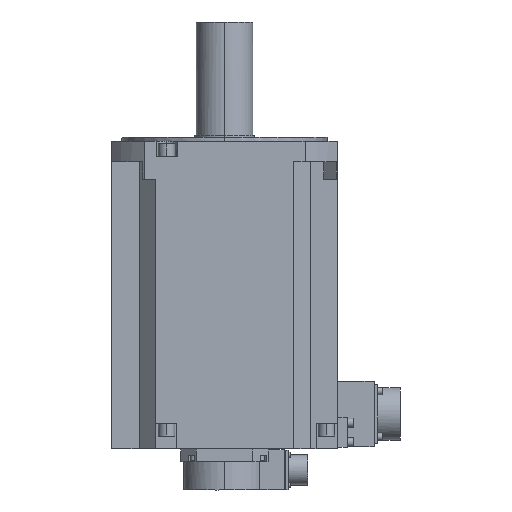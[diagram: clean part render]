
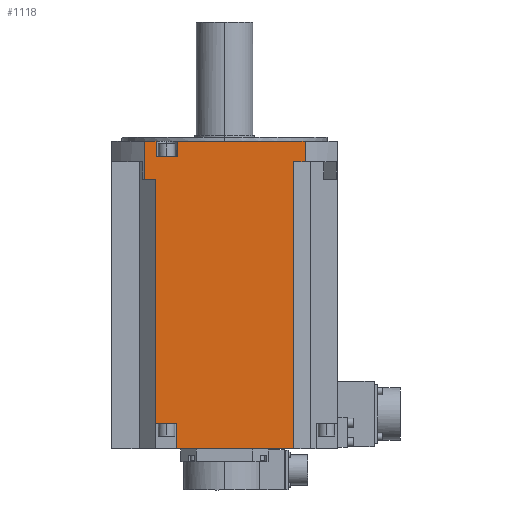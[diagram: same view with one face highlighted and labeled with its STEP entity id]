
A CAD part, left-side view. The second image highlights one B-rep face of the part: STEP entity #1118.
In plain terms, the highlighted planar face has unit normal (-1, 0, 0).
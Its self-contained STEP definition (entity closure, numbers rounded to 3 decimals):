
#43 = VERTEX_POINT ( 'NONE', #1629 ) ;
#46 = EDGE_CURVE ( 'NONE', #43, #1748, #1646, .T. ) ;
#82 = VERTEX_POINT ( 'NONE', #2073 ) ;
#85 = EDGE_CURVE ( 'NONE', #1894, #82, #2072, .T. ) ;
#386 = CARTESIAN_POINT ( 'NONE',  ( -110., -67.49, -299.5 ) ) ;
#460 = CARTESIAN_POINT ( 'NONE',  ( -110., 46.485, -299.5 ) ) ;
#463 = DIRECTION ( 'NONE',  ( 0., 0., -1. ) ) ;
#464 = VECTOR ( 'NONE', #463, 1000. ) ;
#465 = CARTESIAN_POINT ( 'NONE',  ( -110., 46.485, 0. ) ) ;
#466 = LINE ( 'NONE', #465, #464 ) ;
#467 = DIRECTION ( 'NONE',  ( 0., 0., 1. ) ) ;
#468 = DIRECTION ( 'NONE',  ( -1., 0., 0. ) ) ;
#469 = CARTESIAN_POINT ( 'NONE',  ( -110., 78.262, 0. ) ) ;
#470 = AXIS2_PLACEMENT_3D ( 'NONE', #469, #468, #467 ) ;
#471 = PLANE ( 'NONE',  #470 ) ;
#472 = FACE_OUTER_BOUND ( 'NONE', #1109, .T. ) ;
#473 = DIRECTION ( 'NONE',  ( 0., 0., 1. ) ) ;
#474 = VECTOR ( 'NONE', #473, 1000. ) ;
#475 = CARTESIAN_POINT ( 'NONE',  ( -110., -67.49, -37. ) ) ;
#476 = LINE ( 'NONE', #475, #474 ) ;
#477 = DIRECTION ( 'NONE',  ( 0., -1., 0. ) ) ;
#478 = VECTOR ( 'NONE', #477, 1000. ) ;
#479 = CARTESIAN_POINT ( 'NONE',  ( -110., 0., 0. ) ) ;
#480 = LINE ( 'NONE', #479, #478 ) ;
#499 = DIRECTION ( 'NONE',  ( 0., -1., 0. ) ) ;
#500 = VECTOR ( 'NONE', #499, 1000. ) ;
#502 = CARTESIAN_POINT ( 'NONE',  ( -110., 0., 0. ) ) ;
#503 = LINE ( 'NONE', #502, #500 ) ;
#852 = ORIENTED_EDGE ( 'NONE', *, *, #1805, .T. ) ;
#877 = ORIENTED_EDGE ( 'NONE', *, *, #85, .T. ) ;
#1081 = VERTEX_POINT ( 'NONE', #386 ) ;
#1109 = EDGE_LOOP ( 'NONE', ( #1114, #852, #877, #1223, #1211, #1187, #1171, #1184, #1166, #1149, #1147, #2890, #14211, #14210 ) ) ;
#1114 = ORIENTED_EDGE ( 'NONE', *, *, #1115, .T. ) ;
#1115 = EDGE_CURVE ( 'NONE', #1081, #1806, #476, .T. ) ;
#1118 = ADVANCED_FACE ( 'NONE', ( #472 ), #471, .T. ) ;
#1120 = EDGE_CURVE ( 'NONE', #1854, #1126, #466, .T. ) ;
#1126 = VERTEX_POINT ( 'NONE', #460 ) ;
#1147 = ORIENTED_EDGE ( 'NONE', *, *, #1499, .T. ) ;
#1149 = ORIENTED_EDGE ( 'NONE', *, *, #1847, .T. ) ;
#1154 = EDGE_CURVE ( 'NONE', #15311, #15306, #503, .T. ) ;
#1166 = ORIENTED_EDGE ( 'NONE', *, *, #15297, .T. ) ;
#1171 = ORIENTED_EDGE ( 'NONE', *, *, #15268, .T. ) ;
#1184 = ORIENTED_EDGE ( 'NONE', *, *, #1154, .F. ) ;
#1187 = ORIENTED_EDGE ( 'NONE', *, *, #1747, .T. ) ;
#1211 = ORIENTED_EDGE ( 'NONE', *, *, #46, .T. ) ;
#1220 = EDGE_CURVE ( 'NONE', #43, #82, #480, .T. ) ;
#1223 = ORIENTED_EDGE ( 'NONE', *, *, #1220, .F. ) ;
#1499 = EDGE_CURVE ( 'NONE', #1886, #1877, #3220, .T. ) ;
#1629 = CARTESIAN_POINT ( 'NONE',  ( -110., 46.25, 0. ) ) ;
#1646 = LINE ( 'NONE', #1652, #1651 ) ;
#1649 = DIRECTION ( 'NONE',  ( 0., 0., -1. ) ) ;
#1651 = VECTOR ( 'NONE', #1649, 1000. ) ;
#1652 = CARTESIAN_POINT ( 'NONE',  ( -110., 46.25, 0. ) ) ;
#1747 = EDGE_CURVE ( 'NONE', #1748, #1756, #3566, .T. ) ;
#1748 = VERTEX_POINT ( 'NONE', #3558 ) ;
#1756 = VERTEX_POINT ( 'NONE', #3633 ) ;
#1805 = EDGE_CURVE ( 'NONE', #1806, #1894, #3772, .T. ) ;
#1806 = VERTEX_POINT ( 'NONE', #3765 ) ;
#1847 = EDGE_CURVE ( 'NONE', #1885, #1886, #4044, .T. ) ;
#1854 = VERTEX_POINT ( 'NONE', #4160 ) ;
#1870 = EDGE_CURVE ( 'NONE', #1877, #1854, #4483, .T. ) ;
#1877 = VERTEX_POINT ( 'NONE', #4466 ) ;
#1885 = VERTEX_POINT ( 'NONE', #4531 ) ;
#1886 = VERTEX_POINT ( 'NONE', #4530 ) ;
#1894 = VERTEX_POINT ( 'NONE', #4521 ) ;
#2069 = DIRECTION ( 'NONE',  ( 0., 0., 1. ) ) ;
#2070 = VECTOR ( 'NONE', #2069, 1000. ) ;
#2071 = CARTESIAN_POINT ( 'NONE',  ( -110., -78.262, 0. ) ) ;
#2072 = LINE ( 'NONE', #2071, #2070 ) ;
#2073 = CARTESIAN_POINT ( 'NONE',  ( -110., -78.262, 0. ) ) ;
#2890 = ORIENTED_EDGE ( 'NONE', *, *, #1870, .T. ) ;
#3217 = DIRECTION ( 'NONE',  ( 0., 0., -1. ) ) ;
#3218 = VECTOR ( 'NONE', #3217, 1000. ) ;
#3219 = CARTESIAN_POINT ( 'NONE',  ( -110., 67.49, 0. ) ) ;
#3220 = LINE ( 'NONE', #3219, #3218 ) ;
#3558 = CARTESIAN_POINT ( 'NONE',  ( -110., 46.25, -15. ) ) ;
#3561 = DIRECTION ( 'NONE',  ( 0., 1., 0. ) ) ;
#3562 = VECTOR ( 'NONE', #3561, 1000. ) ;
#3565 = CARTESIAN_POINT ( 'NONE',  ( -110., 78.262, -15. ) ) ;
#3566 = LINE ( 'NONE', #3565, #3562 ) ;
#3633 = CARTESIAN_POINT ( 'NONE',  ( -110., 66.75, -15. ) ) ;
#3765 = CARTESIAN_POINT ( 'NONE',  ( -110., -67.49, -20. ) ) ;
#3767 = DIRECTION ( 'NONE',  ( 0., -1., 0. ) ) ;
#3769 = VECTOR ( 'NONE', #3767, 1000. ) ;
#3770 = CARTESIAN_POINT ( 'NONE',  ( -110., 78.262, -20. ) ) ;
#3772 = LINE ( 'NONE', #3770, #3769 ) ;
#4041 = DIRECTION ( 'NONE',  ( 0., -1., 0. ) ) ;
#4042 = VECTOR ( 'NONE', #4041, 1000. ) ;
#4043 = CARTESIAN_POINT ( 'NONE',  ( -110., 78.262, -37. ) ) ;
#4044 = LINE ( 'NONE', #4043, #4042 ) ;
#4160 = CARTESIAN_POINT ( 'NONE',  ( -110., 46.485, -274.5 ) ) ;
#4466 = CARTESIAN_POINT ( 'NONE',  ( -110., 67.49, -274.5 ) ) ;
#4476 = DIRECTION ( 'NONE',  ( 0., -1., 0. ) ) ;
#4478 = VECTOR ( 'NONE', #4476, 1000. ) ;
#4480 = CARTESIAN_POINT ( 'NONE',  ( -110., 78.262, -274.5 ) ) ;
#4483 = LINE ( 'NONE', #4480, #4478 ) ;
#4521 = CARTESIAN_POINT ( 'NONE',  ( -110., -78.262, -20. ) ) ;
#4530 = CARTESIAN_POINT ( 'NONE',  ( -110., 67.49, -37. ) ) ;
#4531 = CARTESIAN_POINT ( 'NONE',  ( -110., 78.262, -37. ) ) ;
#9722 = LINE ( 'NONE', #9784, #9783 ) ;
#9782 = DIRECTION ( 'NONE',  ( 0., -1., 0. ) ) ;
#9783 = VECTOR ( 'NONE', #9782, 1000. ) ;
#9784 = CARTESIAN_POINT ( 'NONE',  ( -110., 0., -299.5 ) ) ;
#13938 = DIRECTION ( 'NONE',  ( 0., 0., 1. ) ) ;
#13939 = VECTOR ( 'NONE', #13938, 1000. ) ;
#13940 = CARTESIAN_POINT ( 'NONE',  ( -110., 66.75, 0. ) ) ;
#13941 = LINE ( 'NONE', #13940, #13939 ) ;
#13956 = DIRECTION ( 'NONE',  ( 0., 0., -1. ) ) ;
#13957 = VECTOR ( 'NONE', #13956, 1000. ) ;
#13958 = CARTESIAN_POINT ( 'NONE',  ( -110., 78.262, 0. ) ) ;
#13959 = LINE ( 'NONE', #13958, #13957 ) ;
#13998 = CARTESIAN_POINT ( 'NONE',  ( -110., 78.262, 0. ) ) ;
#14004 = CARTESIAN_POINT ( 'NONE',  ( -110., 66.75, 0. ) ) ;
#14209 = EDGE_CURVE ( 'NONE', #1126, #1081, #9722, .T. ) ;
#14210 = ORIENTED_EDGE ( 'NONE', *, *, #14209, .T. ) ;
#14211 = ORIENTED_EDGE ( 'NONE', *, *, #1120, .T. ) ;
#15268 = EDGE_CURVE ( 'NONE', #1756, #15306, #13941, .T. ) ;
#15297 = EDGE_CURVE ( 'NONE', #15311, #1885, #13959, .T. ) ;
#15306 = VERTEX_POINT ( 'NONE', #14004 ) ;
#15311 = VERTEX_POINT ( 'NONE', #13998 ) ;
